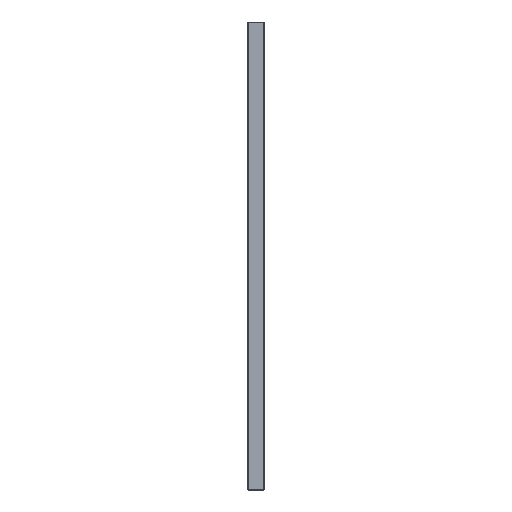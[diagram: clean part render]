
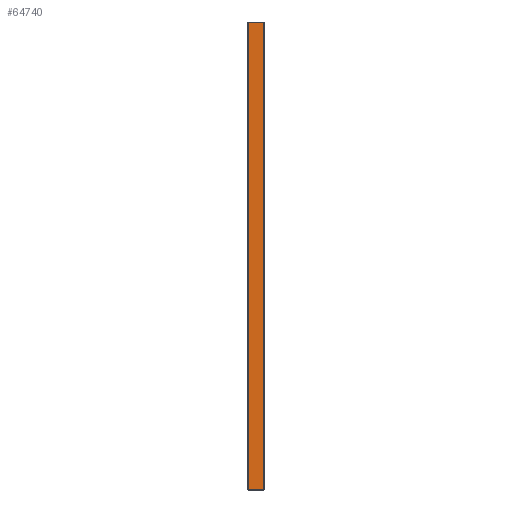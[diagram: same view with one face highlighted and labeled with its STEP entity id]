
A CAD part, front view. The second image highlights one B-rep face of the part: STEP entity #64740.
In plain terms, the highlighted planar face has unit normal (0, -1, 0).
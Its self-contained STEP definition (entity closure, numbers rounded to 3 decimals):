
#43658 = PLANE('',#43659);
#43659 = AXIS2_PLACEMENT_3D('',#43660,#43661,#43662);
#43660 = CARTESIAN_POINT('',(6.,-12.45,0.05));
#43661 = DIRECTION('',(0.,0.707,0.707));
#43662 = DIRECTION('',(1.,0.,0.));
#44012 = PLANE('',#44013);
#44013 = AXIS2_PLACEMENT_3D('',#44014,#44015,#44016);
#44014 = CARTESIAN_POINT('',(6.,-12.45,349.95));
#44015 = DIRECTION('',(0.,-0.707,
    0.707));
#44016 = DIRECTION('',(1.,0.,0.));
#44345 = PLANE('',#44346);
#44346 = AXIS2_PLACEMENT_3D('',#44347,#44348,#44349);
#44347 = CARTESIAN_POINT('',(-5.9,-12.4,0.));
#44348 = DIRECTION('',(-0.707,-0.707,
    0.));
#44349 = DIRECTION('',(0.,0.,1.));
#54378 = VERTEX_POINT('',#54379);
#54379 = CARTESIAN_POINT('',(5.9,-12.5,0.1));
#54400 = EDGE_CURVE('',#54378,#54401,#54403,.T.);
#54401 = VERTEX_POINT('',#54402);
#54402 = CARTESIAN_POINT('',(-5.8,-12.5,0.1));
#54403 = SURFACE_CURVE('',#54404,(#54408,#54415),.PCURVE_S1.);
#54404 = LINE('',#54405,#54406);
#54405 = CARTESIAN_POINT('',(6.,-12.5,0.1));
#54406 = VECTOR('',#54407,1.);
#54407 = DIRECTION('',(-1.,0.,0.));
#54408 = PCURVE('',#43658,#54409);
#54409 = DEFINITIONAL_REPRESENTATION('',(#54410),#54414);
#54410 = LINE('',#54411,#54412);
#54411 = CARTESIAN_POINT('',(0.,-0.071));
#54412 = VECTOR('',#54413,1.);
#54413 = DIRECTION('',(-1.,0.));
#54414 = ( GEOMETRIC_REPRESENTATION_CONTEXT(2) 
PARAMETRIC_REPRESENTATION_CONTEXT() REPRESENTATION_CONTEXT('2D SPACE',''
  ) );
#54415 = PCURVE('',#54416,#54421);
#54416 = PLANE('',#54417);
#54417 = AXIS2_PLACEMENT_3D('',#54418,#54419,#54420);
#54418 = CARTESIAN_POINT('',(6.,-12.5,0.));
#54419 = DIRECTION('',(0.,-1.,0.));
#54420 = DIRECTION('',(-1.,0.,0.));
#54421 = DEFINITIONAL_REPRESENTATION('',(#54422),#54426);
#54422 = LINE('',#54423,#54424);
#54423 = CARTESIAN_POINT('',(0.,-0.1));
#54424 = VECTOR('',#54425,1.);
#54425 = DIRECTION('',(1.,0.));
#54426 = ( GEOMETRIC_REPRESENTATION_CONTEXT(2) 
PARAMETRIC_REPRESENTATION_CONTEXT() REPRESENTATION_CONTEXT('2D SPACE',''
  ) );
#54695 = VERTEX_POINT('',#54696);
#54696 = CARTESIAN_POINT('',(5.9,-12.5,349.9));
#54717 = EDGE_CURVE('',#54695,#54718,#54720,.T.);
#54718 = VERTEX_POINT('',#54719);
#54719 = CARTESIAN_POINT('',(-5.8,-12.5,349.9));
#54720 = SURFACE_CURVE('',#54721,(#54725,#54732),.PCURVE_S1.);
#54721 = LINE('',#54722,#54723);
#54722 = CARTESIAN_POINT('',(6.,-12.5,349.9));
#54723 = VECTOR('',#54724,1.);
#54724 = DIRECTION('',(-1.,0.,0.));
#54725 = PCURVE('',#44012,#54726);
#54726 = DEFINITIONAL_REPRESENTATION('',(#54727),#54731);
#54727 = LINE('',#54728,#54729);
#54728 = CARTESIAN_POINT('',(0.,-0.071));
#54729 = VECTOR('',#54730,1.);
#54730 = DIRECTION('',(-1.,0.));
#54731 = ( GEOMETRIC_REPRESENTATION_CONTEXT(2) 
PARAMETRIC_REPRESENTATION_CONTEXT() REPRESENTATION_CONTEXT('2D SPACE',''
  ) );
#54732 = PCURVE('',#54416,#54733);
#54733 = DEFINITIONAL_REPRESENTATION('',(#54734),#54738);
#54734 = LINE('',#54735,#54736);
#54735 = CARTESIAN_POINT('',(0.,-349.9));
#54736 = VECTOR('',#54737,1.);
#54737 = DIRECTION('',(1.,0.));
#54738 = ( GEOMETRIC_REPRESENTATION_CONTEXT(2) 
PARAMETRIC_REPRESENTATION_CONTEXT() REPRESENTATION_CONTEXT('2D SPACE',''
  ) );
#54819 = EDGE_CURVE('',#54401,#54718,#54820,.T.);
#54820 = SURFACE_CURVE('',#54821,(#54825,#54832),.PCURVE_S1.);
#54821 = LINE('',#54822,#54823);
#54822 = CARTESIAN_POINT('',(-5.8,-12.5,0.));
#54823 = VECTOR('',#54824,1.);
#54824 = DIRECTION('',(0.,0.,1.));
#54825 = PCURVE('',#44345,#54826);
#54826 = DEFINITIONAL_REPRESENTATION('',(#54827),#54831);
#54827 = LINE('',#54828,#54829);
#54828 = CARTESIAN_POINT('',(0.,-0.141));
#54829 = VECTOR('',#54830,1.);
#54830 = DIRECTION('',(1.,0.));
#54831 = ( GEOMETRIC_REPRESENTATION_CONTEXT(2) 
PARAMETRIC_REPRESENTATION_CONTEXT() REPRESENTATION_CONTEXT('2D SPACE',''
  ) );
#54832 = PCURVE('',#54416,#54833);
#54833 = DEFINITIONAL_REPRESENTATION('',(#54834),#54838);
#54834 = LINE('',#54835,#54836);
#54835 = CARTESIAN_POINT('',(11.8,0.));
#54836 = VECTOR('',#54837,1.);
#54837 = DIRECTION('',(0.,-1.));
#54838 = ( GEOMETRIC_REPRESENTATION_CONTEXT(2) 
PARAMETRIC_REPRESENTATION_CONTEXT() REPRESENTATION_CONTEXT('2D SPACE',''
  ) );
#64338 = PLANE('',#64339);
#64339 = AXIS2_PLACEMENT_3D('',#64340,#64341,#64342);
#64340 = CARTESIAN_POINT('',(5.95,-12.45,0.));
#64341 = DIRECTION('',(0.707,-0.707,0.));
#64342 = DIRECTION('',(0.,0.,1.));
#64740 = ADVANCED_FACE('',(#64741),#54416,.T.);
#64741 = FACE_BOUND('',#64742,.T.);
#64742 = EDGE_LOOP('',(#64743,#64764,#64765,#64766));
#64743 = ORIENTED_EDGE('',*,*,#64744,.T.);
#64744 = EDGE_CURVE('',#54378,#54695,#64745,.T.);
#64745 = SURFACE_CURVE('',#64746,(#64750,#64757),.PCURVE_S1.);
#64746 = LINE('',#64747,#64748);
#64747 = CARTESIAN_POINT('',(5.9,-12.5,0.));
#64748 = VECTOR('',#64749,1.);
#64749 = DIRECTION('',(0.,0.,1.));
#64750 = PCURVE('',#54416,#64751);
#64751 = DEFINITIONAL_REPRESENTATION('',(#64752),#64756);
#64752 = LINE('',#64753,#64754);
#64753 = CARTESIAN_POINT('',(0.1,0.));
#64754 = VECTOR('',#64755,1.);
#64755 = DIRECTION('',(0.,-1.));
#64756 = ( GEOMETRIC_REPRESENTATION_CONTEXT(2) 
PARAMETRIC_REPRESENTATION_CONTEXT() REPRESENTATION_CONTEXT('2D SPACE',''
  ) );
#64757 = PCURVE('',#64338,#64758);
#64758 = DEFINITIONAL_REPRESENTATION('',(#64759),#64763);
#64759 = LINE('',#64760,#64761);
#64760 = CARTESIAN_POINT('',(0.,0.071));
#64761 = VECTOR('',#64762,1.);
#64762 = DIRECTION('',(1.,0.));
#64763 = ( GEOMETRIC_REPRESENTATION_CONTEXT(2) 
PARAMETRIC_REPRESENTATION_CONTEXT() REPRESENTATION_CONTEXT('2D SPACE',''
  ) );
#64764 = ORIENTED_EDGE('',*,*,#54717,.T.);
#64765 = ORIENTED_EDGE('',*,*,#54819,.F.);
#64766 = ORIENTED_EDGE('',*,*,#54400,.F.);
